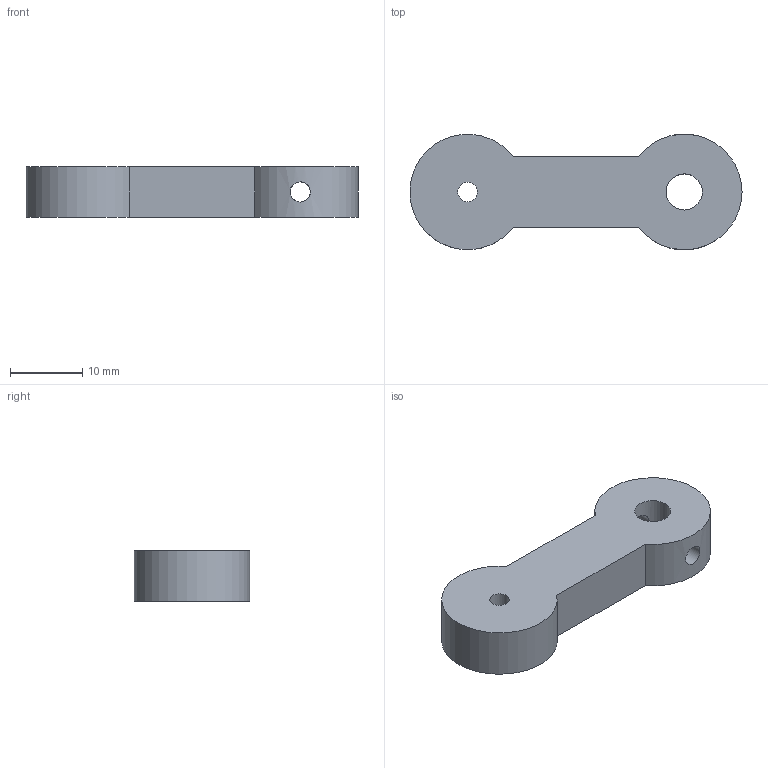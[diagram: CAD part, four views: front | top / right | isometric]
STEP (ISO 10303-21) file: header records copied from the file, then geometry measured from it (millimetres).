
FILE_DESCRIPTION(('HOOPS Exchange Step'),'2;1');
FILE_NAME('temp_export','2023-01-03T23:17:58+08:00',('mobile'),('Shapr3D Limited'),'HOOPS Exchange 2022.1','Shapr3D','Authorized');
FILE_SCHEMA( ('AUTOMOTIVE_DESIGN { 1 0 10303 214 1 1 1 1 }') );
Length unit declared in the file: millimetre
Products named in the file (1): Arm Two
Bounding box: 45.97 x 16 x 7 mm (x, y, z)
Volume: 3602 mm3; surface area: 2091.2 mm2
Topology: 1 solids, 1 shells, 11 faces, 29 edges, 20 vertices
Faces by surface type: cylinder 7, plane 4
Full cylindrical faces by diameter (mm): 2.7 x1, 2.8 x2, 5 x1
Entity records: 737 total; most frequent: CARTESIAN_POINT 415, DIRECTION 61, ORIENTED_EDGE 58, EDGE_CURVE 29, AXIS2_PLACEMENT_3D 24, VERTEX_POINT 20, EDGE_LOOP 19, FACE_BOUND 19
